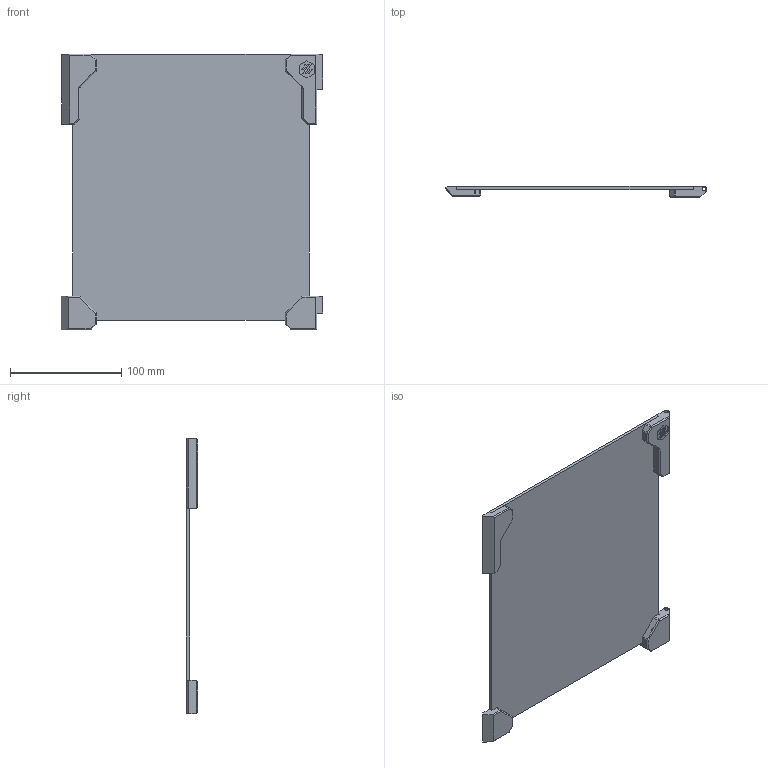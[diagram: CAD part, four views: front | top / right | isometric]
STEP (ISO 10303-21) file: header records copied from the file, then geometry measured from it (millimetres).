
FILE_DESCRIPTION(/* description */ (''),/* implementation_level */ '2;1');
FILE_NAME(/* name */ 'V0_Screw_Front_Hinge_Mod.step',/* time_stamp */ '2024-02-29T13:52:08-06:00',/* author */ (''),/* organization */ (''),/* preprocessor_version */ 'ST-DEVELOPER v20',/* originating_system */ 'Autodesk Translation Framework v12.20.1.177',/* authorisation */ '');
FILE_SCHEMA (('AUTOMOTIVE_DESIGN { 1 0 10303 214 3 1 1 }'));
Length unit declared in the file: millimetre
Products named in the file (6): Component248; bottom corner panel bracket_front.step-1; corner panel bracket front left side-1; hinge_bottom_A-1; hinge_top_A-1; Component9
Assembly tree (5 placements, depth 2):
  Component248
    bottom corner panel bracket_front.step-1
    corner panel bracket front left side-1
    hinge_bottom_A-1
    hinge_top_A-1
    Component9
Bounding box: 236 x 10 x 248 mm (x, y, z)
Volume: 177946.4 mm3; surface area: 118348.2 mm2
Topology: 5 solids, 5 shells, 156 faces, 374 edges, 236 vertices
Faces by surface type: plane 108, cylinder 28, cone 20
Full cylindrical faces by diameter (mm): 3.4 x2, 4.7 x4
Entity records: 4664 total; most frequent: DIRECTION 784, CARTESIAN_POINT 777, ORIENTED_EDGE 748, EDGE_CURVE 374, LINE 298, VECTOR 298, AXIS2_PLACEMENT_3D 243, VERTEX_POINT 236
